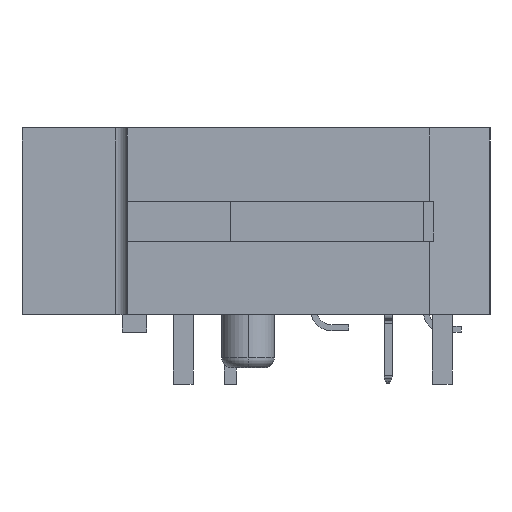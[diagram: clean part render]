
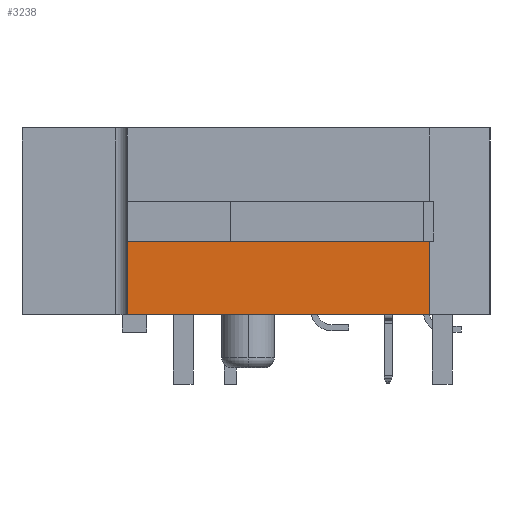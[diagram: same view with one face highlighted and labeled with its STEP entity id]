
A CAD part, left-side view. The second image highlights one B-rep face of the part: STEP entity #3238.
In plain terms, the highlighted planar face has unit normal (-1, 0, 0).
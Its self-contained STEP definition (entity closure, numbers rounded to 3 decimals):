
#3199=CARTESIAN_POINT('',(-40.475,-1.421,2.377));
#3200=DIRECTION('',(1.0,0.0,0.0));
#3201=DIRECTION('',(0.0,0.0,-1.0));
#3202=AXIS2_PLACEMENT_3D('',#3199,#3200,#3201);
#3203=PLANE('',#3202);
#3204=CARTESIAN_POINT('',(-40.475,-1.042,2.285));
#3205=VERTEX_POINT('',#3204);
#3206=CARTESIAN_POINT('',(-40.475,-1.042,0.44));
#3207=VERTEX_POINT('',#3206);
#3208=CARTESIAN_POINT('',(-40.475,-1.042,2.285));
#3209=DIRECTION('',(0.0,0.0,-1.0));
#3210=VECTOR('',#3209,1.845);
#3211=LINE('',#3208,#3210);
#3212=EDGE_CURVE('',#3205,#3207,#3211,.T.);
#3213=ORIENTED_EDGE('',*,*,#3212,.F.);
#3214=CARTESIAN_POINT('',(-40.475,6.548,2.285));
#3215=VERTEX_POINT('',#3214);
#3216=CARTESIAN_POINT('',(-40.475,-1.042,2.285));
#3217=DIRECTION('',(0.0,1.0,0.0));
#3218=VECTOR('',#3217,7.59);
#3219=LINE('',#3216,#3218);
#3220=EDGE_CURVE('',#3205,#3215,#3219,.T.);
#3221=ORIENTED_EDGE('',*,*,#3220,.T.);
#3222=CARTESIAN_POINT('',(-40.475,6.548,0.44));
#3223=VERTEX_POINT('',#3222);
#3224=CARTESIAN_POINT('',(-40.475,6.548,0.44));
#3225=DIRECTION('',(0.0,0.0,1.0));
#3226=VECTOR('',#3225,1.845);
#3227=LINE('',#3224,#3226);
#3228=EDGE_CURVE('',#3223,#3215,#3227,.T.);
#3229=ORIENTED_EDGE('',*,*,#3228,.F.);
#3230=CARTESIAN_POINT('',(-40.475,-1.042,0.44));
#3231=DIRECTION('',(0.0,1.0,0.0));
#3232=VECTOR('',#3231,7.59);
#3233=LINE('',#3230,#3232);
#3234=EDGE_CURVE('',#3207,#3223,#3233,.T.);
#3235=ORIENTED_EDGE('',*,*,#3234,.F.);
#3236=EDGE_LOOP('',(#3213,#3221,#3229,#3235));
#3237=FACE_OUTER_BOUND('',#3236,.T.);
#3238=ADVANCED_FACE('',(#3237),#3203,.F.);
